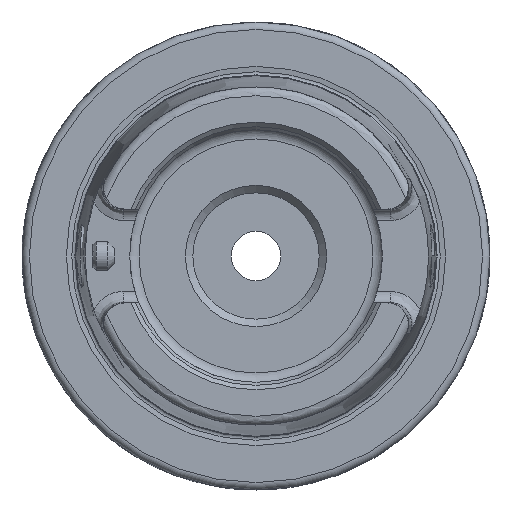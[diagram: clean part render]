
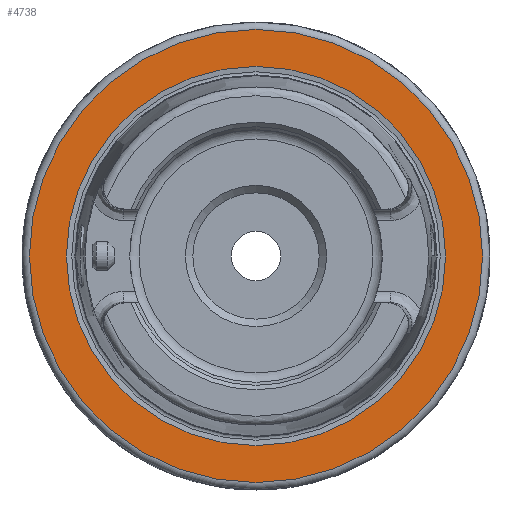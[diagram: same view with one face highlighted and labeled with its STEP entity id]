
A CAD part, left-side view. The second image highlights one B-rep face of the part: STEP entity #4738.
In plain terms, the highlighted planar face has unit normal (-1, 0, 0).
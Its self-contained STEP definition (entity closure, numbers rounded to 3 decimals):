
#116=FACE_BOUND('',#726,.T.);
#194=PLANE('',#5215);
#460=FACE_OUTER_BOUND('',#725,.T.);
#725=EDGE_LOOP('',(#4013,#4014));
#726=EDGE_LOOP('',(#4015,#4016));
#1190=CIRCLE('',#5213,25.521);
#1191=CIRCLE('',#5214,25.521);
#1192=CIRCLE('',#5216,30.5);
#1193=CIRCLE('',#5217,30.5);
#2104=VERTEX_POINT('',#9627);
#2105=VERTEX_POINT('',#9629);
#2106=VERTEX_POINT('',#9633);
#2107=VERTEX_POINT('',#9634);
#2782=EDGE_CURVE('',#2105,#2104,#1190,.T.);
#2783=EDGE_CURVE('',#2104,#2105,#1191,.T.);
#2784=EDGE_CURVE('',#2106,#2107,#1192,.T.);
#2785=EDGE_CURVE('',#2107,#2106,#1193,.T.);
#4013=ORIENTED_EDGE('',*,*,#2784,.F.);
#4014=ORIENTED_EDGE('',*,*,#2785,.F.);
#4015=ORIENTED_EDGE('',*,*,#2782,.T.);
#4016=ORIENTED_EDGE('',*,*,#2783,.T.);
#4738=ADVANCED_FACE('',(#460,#116),#194,.T.);
#5213=AXIS2_PLACEMENT_3D('',#9630,#6308,#6309);
#5214=AXIS2_PLACEMENT_3D('',#9631,#6310,#6311);
#5215=AXIS2_PLACEMENT_3D('',#9632,#6312,#6313);
#5216=AXIS2_PLACEMENT_3D('',#9635,#6314,#6315);
#5217=AXIS2_PLACEMENT_3D('',#9636,#6316,#6317);
#6308=DIRECTION('center_axis',(1.,0.,0.));
#6309=DIRECTION('ref_axis',(0.,0.,-1.));
#6310=DIRECTION('center_axis',(1.,0.,0.));
#6311=DIRECTION('ref_axis',(0.,0.,-1.));
#6312=DIRECTION('center_axis',(-1.,0.,0.));
#6313=DIRECTION('ref_axis',(0.,0.,1.));
#6314=DIRECTION('center_axis',(1.,0.,0.));
#6315=DIRECTION('ref_axis',(0.,0.,-1.));
#6316=DIRECTION('center_axis',(1.,0.,0.));
#6317=DIRECTION('ref_axis',(0.,0.,-1.));
#9627=CARTESIAN_POINT('',(0.,-25.521,0.));
#9629=CARTESIAN_POINT('',(0.,25.521,0.));
#9630=CARTESIAN_POINT('Origin',(0.,0.,
0.));
#9631=CARTESIAN_POINT('Origin',(0.,0.,
0.));
#9632=CARTESIAN_POINT('Origin',(0.,30.5,0.));
#9633=CARTESIAN_POINT('',(0.,30.5,0.));
#9634=CARTESIAN_POINT('',(0.,0.,30.5));
#9635=CARTESIAN_POINT('Origin',(0.,0.,
0.));
#9636=CARTESIAN_POINT('Origin',(0.,0.,
0.));
